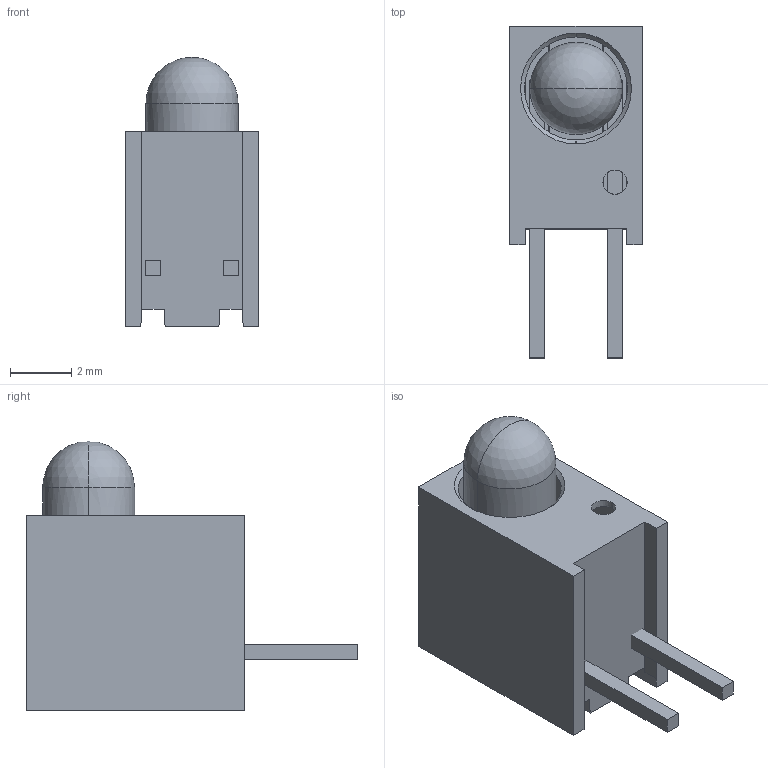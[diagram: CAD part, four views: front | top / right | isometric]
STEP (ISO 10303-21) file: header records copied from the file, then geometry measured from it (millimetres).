
FILE_DESCRIPTION((''),'2;1');
FILE_NAME('551XX07_SW0001','2014-05-20T',('valentha'),(''),'PRO/ENGINEER BY PARAMETRIC TECHNOLOGY CORPORATION, 2014000','PRO/ENGINEER BY PARAMETRIC TECHNOLOGY CORPORATION, 2014000','');
FILE_SCHEMA(('CONFIG_CONTROL_DESIGN'));
Length unit declared in the file: inch
Products named in the file (1): 551XX07_SW0001
Bounding box: 4.32 x 10.79 x 8.76 mm (x, y, z)
Surface area: 284.7 mm2 (no closed solid volume)
Topology: 0 solids, 0 shells, 36 faces, 188 edges, 186 vertices
Faces by surface type: bspline 34, sphere 2
Entity records: 2940 total; most frequent: CARTESIAN_POINT 1056, DIRECTION 308, TRIMMED_CURVE 282, VECTOR 260, LINE 260, DEFINITIONAL_REPRESENTATION 186, PCURVE 186, COMPOSITE_CURVE_SEGMENT 186
